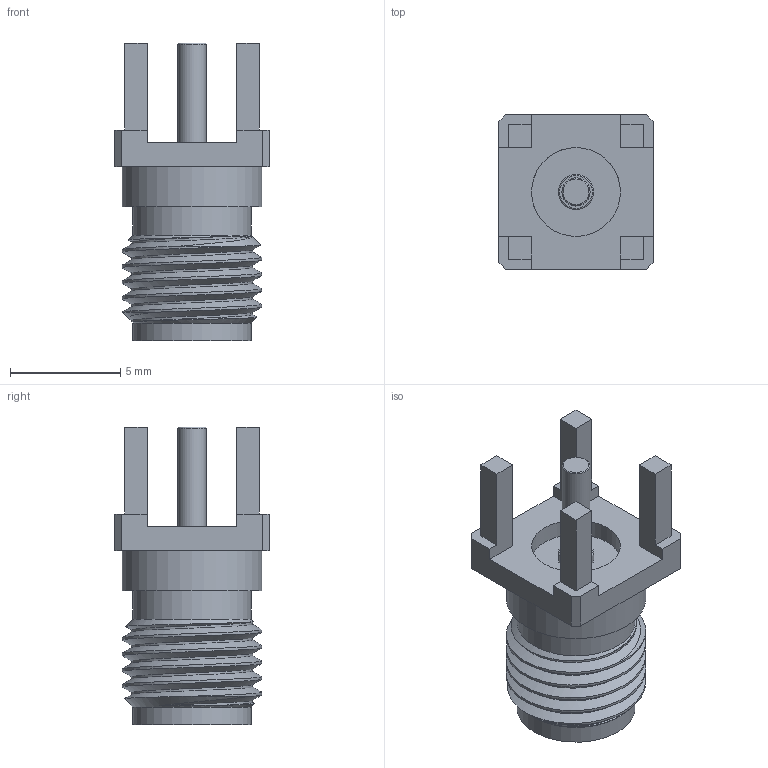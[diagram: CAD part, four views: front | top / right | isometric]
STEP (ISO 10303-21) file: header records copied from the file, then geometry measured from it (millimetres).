
FILE_DESCRIPTION(/* description */ ('Unknown'),/* implementation_level */ '2;1');
FILE_NAME(/* name */ '60312002114503',/* time_stamp */ '2018-09-19T15:35:29+02:00',/* author */ ('Unknown'),/* organization */ ('Unknown'),/* preprocessor_version */ 'ST-DEVELOPER v16.7',/* originating_system */ 'DEX',/* authorisation */ $);
FILE_SCHEMA (('AUTOMOTIVE_DESIGN {1 0 10303 214 3 1 1}'));
Length unit declared in the file: millimetre
Products named in the file (1): 60312002114503
Bounding box: 7 x 7 x 13.5 mm (x, y, z)
Volume: 240.2 mm3; surface area: 498.7 mm2
Topology: 1 solids, 3 shells, 77 faces, 191 edges, 127 vertices
Faces by surface type: plane 49, cylinder 16, torus 8, cone 2, bspline 2
Full cylindrical faces by diameter (mm): 1 x1, 1.27 x3, 1.6 x1, 4.03 x2, 4.95 x2, 5.35 x2, 6.33 x1
Entity records: 3326 total; most frequent: CARTESIAN_POINT 1054, DIRECTION 350, ORIENTED_EDGE 322, EDGE_CURVE 161, AXIS2_PLACEMENT_3D 125, VERTEX_POINT 117, EDGE_LOOP 108, FACE_BOUND 108
